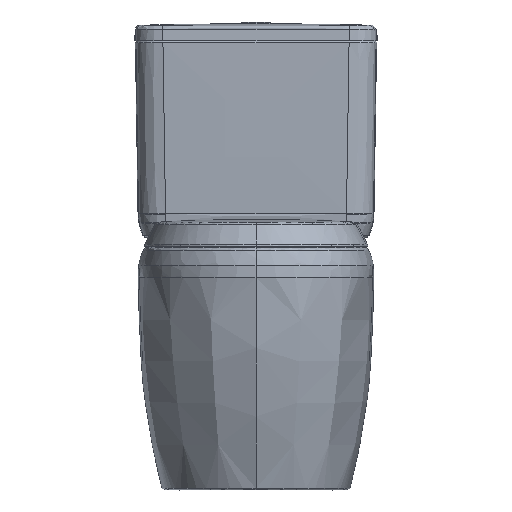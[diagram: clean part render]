
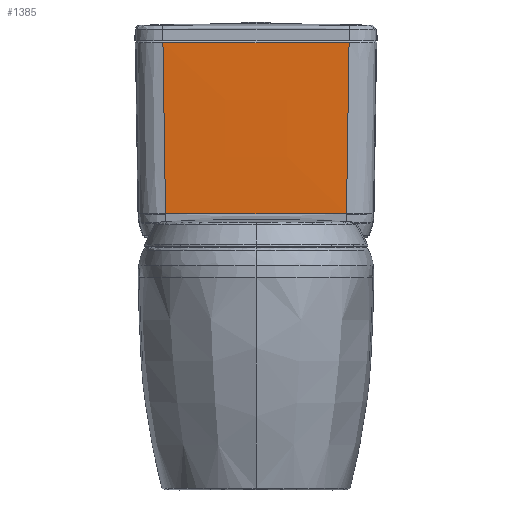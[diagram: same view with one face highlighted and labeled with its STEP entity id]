
A CAD part, front view. The second image highlights one B-rep face of the part: STEP entity #1385.
In plain terms, the highlighted free-form (B-spline) face has degree [3, 3] with [4, 4] control points.
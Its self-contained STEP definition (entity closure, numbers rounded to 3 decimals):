
#1385=ADVANCED_FACE('',(#2849),#21597,.T.);
#2849=FACE_OUTER_BOUND('',#4319,.T.);
#4319=EDGE_LOOP('',(#10902,#10903,#10904,#10905));
#10902=ORIENTED_EDGE('',*,*,#14710,.T.);
#10903=ORIENTED_EDGE('',*,*,#14711,.F.);
#10904=ORIENTED_EDGE('',*,*,#14712,.T.);
#10905=ORIENTED_EDGE('',*,*,#14713,.T.);
#14710=EDGE_CURVE('',#20423,#20421,#18247,.T.);
#14711=EDGE_CURVE('',#20435,#20421,#18248,.T.);
#14712=EDGE_CURVE('',#20435,#20437,#18249,.T.);
#14713=EDGE_CURVE('',#20437,#20423,#18250,.T.);
#18247=B_SPLINE_CURVE_WITH_KNOTS('',3,(#232697,#232698,#232699,#232700),
 .UNSPECIFIED.,.F.,.F.,(4,4),(-365.819,-83.706),
 .UNSPECIFIED.);
#18248=B_SPLINE_CURVE_WITH_KNOTS('',3,(#232701,#232702,#232703,#232704),
 .UNSPECIFIED.,.F.,.F.,(4,4),(43.917,342.302),.UNSPECIFIED.);
#18249=B_SPLINE_CURVE_WITH_KNOTS('',3,(#232705,#232706,#232707,#232708),
 .UNSPECIFIED.,.F.,.F.,(4,4),(-397.609,0.),.UNSPECIFIED.);
#18250=B_SPLINE_CURVE_WITH_KNOTS('',3,(#232709,#232710,#232711,#232712),
 .UNSPECIFIED.,.F.,.F.,(4,4),(43.385,346.626),
 .UNSPECIFIED.);
#20421=VERTEX_POINT('',#232023);
#20423=VERTEX_POINT('',#232025);
#20435=VERTEX_POINT('',#232037);
#20437=VERTEX_POINT('',#232039);
#21597=B_SPLINE_SURFACE_WITH_KNOTS('',3,3,((#226340,#226341,#226342,#226343),
(#226344,#226345,#226346,#226347),(#226348,#226349,#226350,#226351),(#226352,
#226353,#226354,#226355)),.UNSPECIFIED.,.F.,.F.,.F.,(4,4),(4,4),(0.,325.118),
(0.,390.011),.UNSPECIFIED.);
#226340=CARTESIAN_POINT('',(192.447,166.472,208.301));
#226341=CARTESIAN_POINT('',(64.12,164.001,208.301));
#226342=CARTESIAN_POINT('',(-64.256,164.001,208.301));
#226343=CARTESIAN_POINT('',(-192.583,166.472,208.301));
#226344=CARTESIAN_POINT('',(194.091,163.837,316.635));
#226345=CARTESIAN_POINT('',(64.668,161.335,316.635));
#226346=CARTESIAN_POINT('',(-64.804,161.335,316.635));
#226347=CARTESIAN_POINT('',(-194.227,163.837,316.635));
#226348=CARTESIAN_POINT('',(195.735,161.202,424.968));
#226349=CARTESIAN_POINT('',(65.216,158.635,424.968));
#226350=CARTESIAN_POINT('',(-65.352,158.635,424.968));
#226351=CARTESIAN_POINT('',(-195.871,161.202,424.968));
#226352=CARTESIAN_POINT('',(197.378,158.566,533.301));
#226353=CARTESIAN_POINT('',(65.765,155.969,533.301));
#226354=CARTESIAN_POINT('',(-65.9,155.969,533.301));
#226355=CARTESIAN_POINT('',(-197.514,158.566,533.301));
#232023=CARTESIAN_POINT('',(-149.256,164.748,248.301));
#232025=CARTESIAN_POINT('',(-153.555,157.869,530.302));
#232037=CARTESIAN_POINT('',(149.12,164.748,248.301));
#232039=CARTESIAN_POINT('',(153.419,157.869,530.302));
#232697=CARTESIAN_POINT('',(-153.555,157.869,530.302));
#232698=CARTESIAN_POINT('',(-152.125,160.159,436.302));
#232699=CARTESIAN_POINT('',(-150.688,162.456,342.302));
#232700=CARTESIAN_POINT('',(-149.256,164.748,248.301));
#232701=CARTESIAN_POINT('',(149.12,164.748,248.301));
#232702=CARTESIAN_POINT('',(49.669,163.266,248.301));
#232703=CARTESIAN_POINT('',(-49.805,163.266,248.301));
#232704=CARTESIAN_POINT('',(-149.256,164.748,248.301));
#232705=CARTESIAN_POINT('',(149.12,164.748,248.301));
#232706=CARTESIAN_POINT('',(150.552,162.456,342.302));
#232707=CARTESIAN_POINT('',(151.989,160.159,436.302));
#232708=CARTESIAN_POINT('',(153.419,157.869,530.302));
#232709=CARTESIAN_POINT('',(153.419,157.869,530.302));
#232710=CARTESIAN_POINT('',(51.102,156.3,530.302));
#232711=CARTESIAN_POINT('',(-51.238,156.3,530.302));
#232712=CARTESIAN_POINT('',(-153.555,157.869,530.302));
